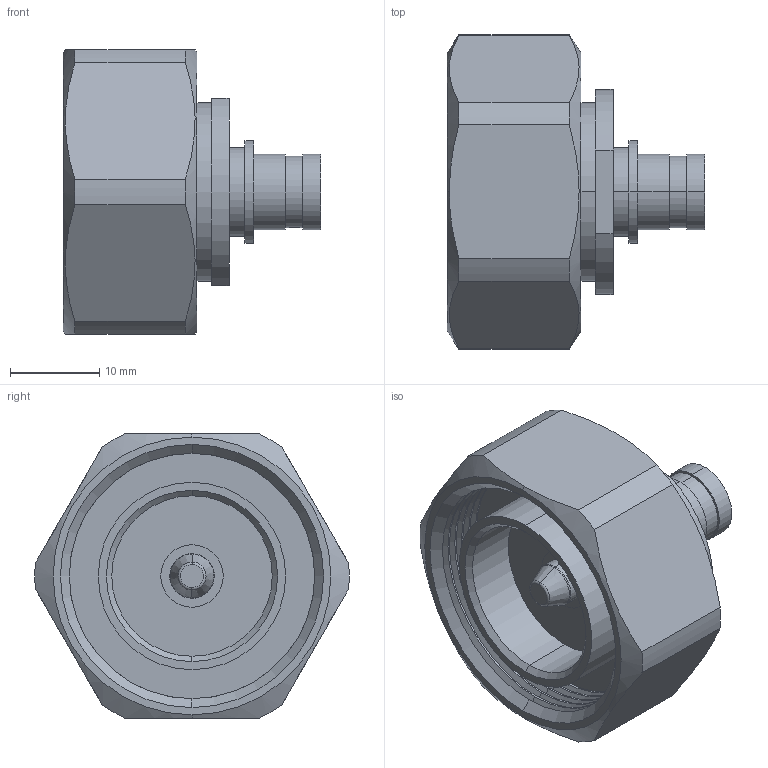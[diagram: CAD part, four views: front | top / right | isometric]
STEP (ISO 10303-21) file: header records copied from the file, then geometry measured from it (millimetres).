
FILE_DESCRIPTION (( 'STEP AP214' ), '1' );
FILE_NAME ('TC-402-716M-LP-LC_3D.STEP', '2021-09-28T17:59:44', ( '' ), ( '' ), 'SwSTEP 2.0', 'SolidWorks 2021', '' );
FILE_SCHEMA (( 'AUTOMOTIVE_DESIGN' ));
Length unit declared in the file: inch
Products named in the file (1): TC-402-716M-LP-LC_3D
Bounding box: 28.88 x 35.23 x 31.86 mm (x, y, z)
Volume: 11271.2 mm3; surface area: 5902.4 mm2
Topology: 1 solids, 1 shells, 103 faces, 224 edges, 134 vertices
Faces by surface type: cylinder 42, cone 34, plane 23, torus 4
Entity records: 3004 total; most frequent: CARTESIAN_POINT 658, DIRECTION 526, ORIENTED_EDGE 448, EDGE_CURVE 224, AXIS2_PLACEMENT_3D 218, VERTEX_POINT 134, EDGE_LOOP 116, CIRCLE 114
